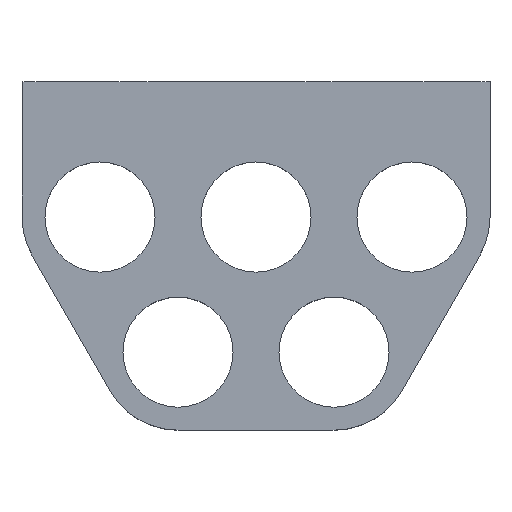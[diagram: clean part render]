
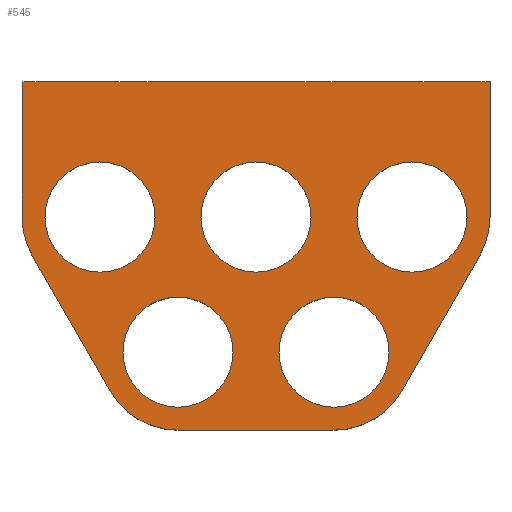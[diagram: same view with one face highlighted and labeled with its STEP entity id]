
A CAD part, top view. The second image highlights one B-rep face of the part: STEP entity #545.
In plain terms, the highlighted planar face has unit normal (0, 0, 1).
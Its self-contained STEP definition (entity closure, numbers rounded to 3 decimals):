
#24=FACE_BOUND('',#104,.T.);
#25=FACE_BOUND('',#105,.T.);
#26=FACE_BOUND('',#106,.T.);
#27=FACE_BOUND('',#107,.T.);
#28=FACE_BOUND('',#108,.T.);
#40=PLANE('',#625);
#67=FACE_OUTER_BOUND('',#103,.T.);
#103=EDGE_LOOP('',(#489,#490,#491,#492,#493,#494,#495,#496,#497,#498));
#104=EDGE_LOOP('',(#499));
#105=EDGE_LOOP('',(#500));
#106=EDGE_LOOP('',(#501));
#107=EDGE_LOOP('',(#502));
#108=EDGE_LOOP('',(#503));
#138=LINE('',#902,#183);
#142=LINE('',#911,#187);
#144=LINE('',#915,#189);
#146=LINE('',#919,#191);
#149=LINE('',#927,#194);
#152=LINE('',#935,#197);
#183=VECTOR('',#743,10.);
#187=VECTOR('',#753,10.);
#189=VECTOR('',#757,10.);
#191=VECTOR('',#761,10.);
#194=VECTOR('',#770,10.);
#197=VECTOR('',#779,10.);
#220=CIRCLE('',#602,4.8);
#221=CIRCLE('',#604,4.8);
#222=CIRCLE('',#606,4.8);
#223=CIRCLE('',#608,4.8);
#224=CIRCLE('',#610,4.8);
#225=CIRCLE('',#613,6.8);
#226=CIRCLE('',#618,6.8);
#227=CIRCLE('',#621,6.8);
#228=CIRCLE('',#624,6.8);
#264=VERTEX_POINT('',#880);
#265=VERTEX_POINT('',#884);
#266=VERTEX_POINT('',#888);
#267=VERTEX_POINT('',#892);
#268=VERTEX_POINT('',#896);
#269=VERTEX_POINT('',#900);
#270=VERTEX_POINT('',#901);
#271=VERTEX_POINT('',#906);
#272=VERTEX_POINT('',#910);
#273=VERTEX_POINT('',#914);
#274=VERTEX_POINT('',#918);
#275=VERTEX_POINT('',#922);
#276=VERTEX_POINT('',#926);
#277=VERTEX_POINT('',#930);
#278=VERTEX_POINT('',#934);
#325=EDGE_CURVE('',#264,#264,#220,.T.);
#327=EDGE_CURVE('',#265,#265,#221,.T.);
#329=EDGE_CURVE('',#266,#266,#222,.T.);
#331=EDGE_CURVE('',#267,#267,#223,.T.);
#333=EDGE_CURVE('',#268,#268,#224,.T.);
#334=EDGE_CURVE('',#269,#270,#138,.T.);
#337=EDGE_CURVE('',#270,#271,#225,.T.);
#339=EDGE_CURVE('',#271,#272,#142,.T.);
#341=EDGE_CURVE('',#272,#273,#144,.T.);
#343=EDGE_CURVE('',#273,#274,#146,.T.);
#345=EDGE_CURVE('',#274,#275,#226,.T.);
#347=EDGE_CURVE('',#275,#276,#149,.T.);
#349=EDGE_CURVE('',#276,#277,#227,.T.);
#351=EDGE_CURVE('',#277,#278,#152,.T.);
#353=EDGE_CURVE('',#278,#269,#228,.T.);
#489=ORIENTED_EDGE('',*,*,#353,.T.);
#490=ORIENTED_EDGE('',*,*,#334,.T.);
#491=ORIENTED_EDGE('',*,*,#337,.T.);
#492=ORIENTED_EDGE('',*,*,#339,.T.);
#493=ORIENTED_EDGE('',*,*,#341,.T.);
#494=ORIENTED_EDGE('',*,*,#343,.T.);
#495=ORIENTED_EDGE('',*,*,#345,.T.);
#496=ORIENTED_EDGE('',*,*,#347,.T.);
#497=ORIENTED_EDGE('',*,*,#349,.T.);
#498=ORIENTED_EDGE('',*,*,#351,.T.);
#499=ORIENTED_EDGE('',*,*,#333,.T.);
#500=ORIENTED_EDGE('',*,*,#331,.T.);
#501=ORIENTED_EDGE('',*,*,#329,.T.);
#502=ORIENTED_EDGE('',*,*,#327,.T.);
#503=ORIENTED_EDGE('',*,*,#325,.T.);
#545=ADVANCED_FACE('',(#67,#24,#25,#26,#27,#28),#40,.T.);
#602=AXIS2_PLACEMENT_3D('',#882,#719,#720);
#604=AXIS2_PLACEMENT_3D('',#886,#724,#725);
#606=AXIS2_PLACEMENT_3D('',#890,#729,#730);
#608=AXIS2_PLACEMENT_3D('',#894,#734,#735);
#610=AXIS2_PLACEMENT_3D('',#898,#739,#740);
#613=AXIS2_PLACEMENT_3D('',#907,#748,#749);
#618=AXIS2_PLACEMENT_3D('',#923,#765,#766);
#621=AXIS2_PLACEMENT_3D('',#931,#774,#775);
#624=AXIS2_PLACEMENT_3D('',#938,#783,#784);
#625=AXIS2_PLACEMENT_3D('',#939,#785,#786);
#719=DIRECTION('center_axis',(0.,0.,-1.));
#720=DIRECTION('ref_axis',(-1.,0.,0.));
#724=DIRECTION('center_axis',(0.,0.,-1.));
#725=DIRECTION('ref_axis',(-1.,0.,0.));
#729=DIRECTION('center_axis',(0.,0.,-1.));
#730=DIRECTION('ref_axis',(-1.,0.,0.));
#734=DIRECTION('center_axis',(0.,0.,-1.));
#735=DIRECTION('ref_axis',(-1.,0.,0.));
#739=DIRECTION('center_axis',(0.,0.,-1.));
#740=DIRECTION('ref_axis',(-1.,0.,0.));
#743=DIRECTION('',(0.5,0.866,0.));
#748=DIRECTION('center_axis',(0.,0.,1.));
#749=DIRECTION('ref_axis',(1.,0.,0.));
#753=DIRECTION('',(0.,1.,0.));
#757=DIRECTION('',(-1.,0.,0.));
#761=DIRECTION('',(0.,-1.,0.));
#765=DIRECTION('center_axis',(0.,0.,1.));
#766=DIRECTION('ref_axis',(1.,0.,0.));
#770=DIRECTION('',(0.5,-0.866,0.));
#774=DIRECTION('center_axis',(0.,0.,1.));
#775=DIRECTION('ref_axis',(1.,0.,0.));
#779=DIRECTION('',(1.,0.,0.));
#783=DIRECTION('center_axis',(0.,0.,1.));
#784=DIRECTION('ref_axis',(1.,0.,0.));
#785=DIRECTION('center_axis',(0.,0.,1.));
#786=DIRECTION('ref_axis',(1.,0.,0.));
#880=CARTESIAN_POINT('',(41.85,-11.8,0.));
#882=CARTESIAN_POINT('Origin',(37.05,-11.8,0.));
#884=CARTESIAN_POINT('',(28.25,-11.8,0.));
#886=CARTESIAN_POINT('Origin',(23.45,-11.8,0.));
#888=CARTESIAN_POINT('',(35.05,-23.578,0.));
#890=CARTESIAN_POINT('Origin',(30.25,-23.578,0.));
#892=CARTESIAN_POINT('',(14.65,-11.8,0.));
#894=CARTESIAN_POINT('Origin',(9.85,-11.8,0.));
#896=CARTESIAN_POINT('',(21.45,-23.578,0.));
#898=CARTESIAN_POINT('Origin',(16.65,-23.578,0.));
#900=CARTESIAN_POINT('',(36.139,-26.978,0.));
#901=CARTESIAN_POINT('',(42.939,-15.2,0.));
#902=CARTESIAN_POINT('',(36.139,-26.978,0.));
#906=CARTESIAN_POINT('',(43.85,-11.8,0.));
#907=CARTESIAN_POINT('Origin',(37.05,-11.8,0.));
#910=CARTESIAN_POINT('',(43.85,0.,0.));
#911=CARTESIAN_POINT('',(43.85,-11.8,0.));
#914=CARTESIAN_POINT('',(3.05,0.,0.));
#915=CARTESIAN_POINT('',(46.9,0.,0.));
#918=CARTESIAN_POINT('',(3.05,-11.8,0.));
#919=CARTESIAN_POINT('',(3.05,0.,0.));
#922=CARTESIAN_POINT('',(3.961,-15.2,0.));
#923=CARTESIAN_POINT('Origin',(9.85,-11.8,0.));
#926=CARTESIAN_POINT('',(10.761,-26.978,0.));
#927=CARTESIAN_POINT('',(3.961,-15.2,0.));
#930=CARTESIAN_POINT('',(16.65,-30.378,0.));
#931=CARTESIAN_POINT('Origin',(16.65,-23.578,0.));
#934=CARTESIAN_POINT('',(30.25,-30.378,0.));
#935=CARTESIAN_POINT('',(16.65,-30.378,0.));
#938=CARTESIAN_POINT('Origin',(30.25,-23.578,0.));
#939=CARTESIAN_POINT('Origin',(23.45,-15.189,0.));
